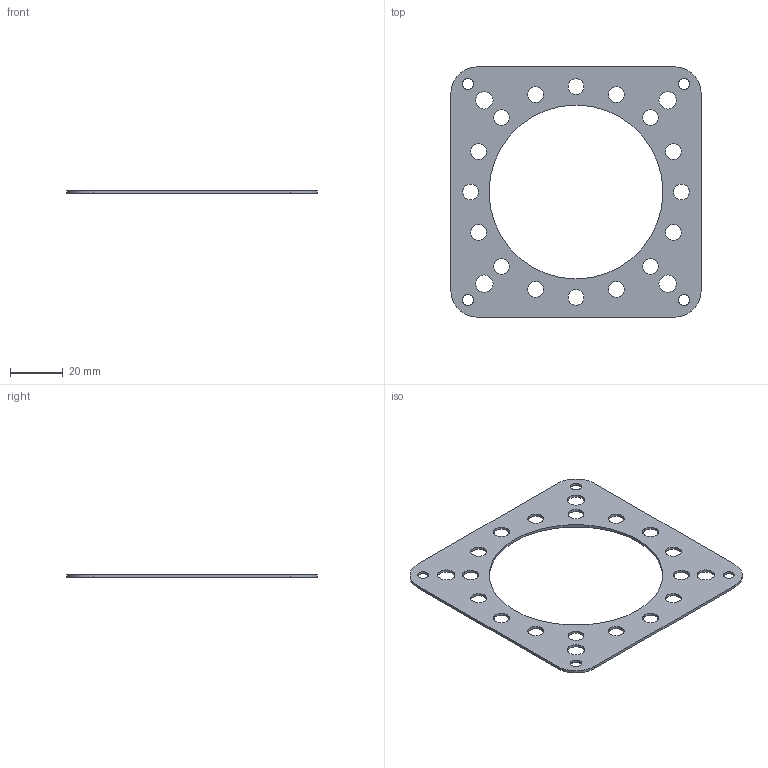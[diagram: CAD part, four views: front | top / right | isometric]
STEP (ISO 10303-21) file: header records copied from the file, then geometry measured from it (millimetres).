
FILE_DESCRIPTION(/* description */ (''),/* implementation_level */ '2;1');
FILE_NAME(/* name */ 'Gearbox pin retaining plate, plastic.step',/* time_stamp */ '2024-03-25T13:42:11-04:00',/* author */ (''),/* organization */ (''),/* preprocessor_version */ 'ST-DEVELOPER v20',/* originating_system */ 'Autodesk Translation Framework v12.20.1.177',/* authorisation */ '');
FILE_SCHEMA (('AUTOMOTIVE_DESIGN { 1 0 10303 214 3 1 1 }'));
Length unit declared in the file: millimetre
Products named in the file (1): 15:1 Cycloidal drive for nema34, compact
Bounding box: 95 x 95 x 1 mm (x, y, z)
Volume: 4870.1 mm3; surface area: 10748.8 mm2
Topology: 1 solids, 1 shells, 35 faces, 99 edges, 66 vertices
Faces by surface type: cylinder 29, plane 6
Full cylindrical faces by diameter (mm): 4.2 x4, 6.02 x16, 6.604 x4, 66 x1
Entity records: 1328 total; most frequent: DIRECTION 229, CARTESIAN_POINT 201, ORIENTED_EDGE 198, EDGE_CURVE 99, AXIS2_PLACEMENT_3D 94, EDGE_LOOP 85, VERTEX_POINT 66, CIRCLE 58
